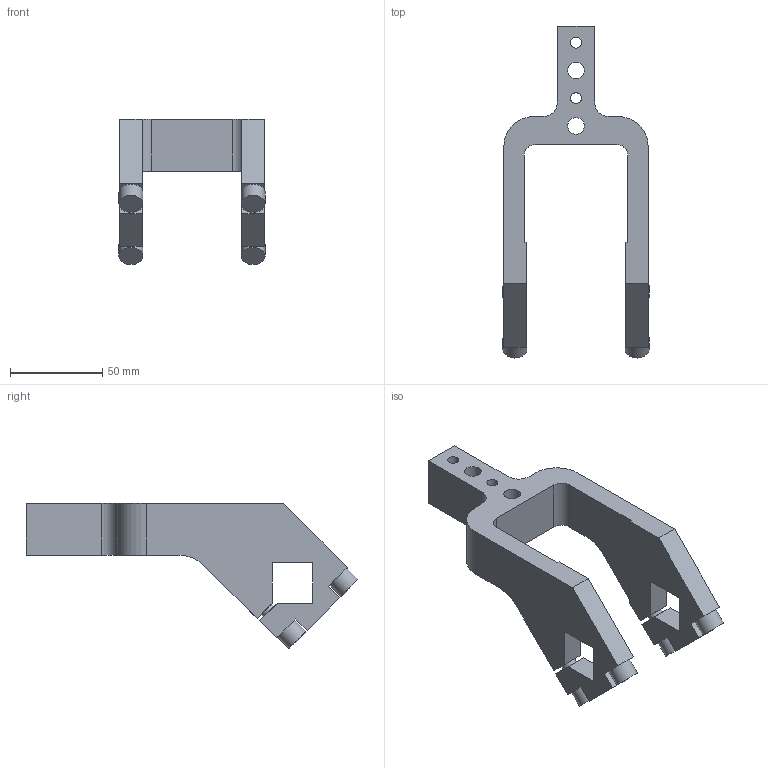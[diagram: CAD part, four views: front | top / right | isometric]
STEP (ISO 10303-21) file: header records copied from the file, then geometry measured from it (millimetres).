
FILE_DESCRIPTION(/* description */ (''),/* implementation_level */ '2;1');
FILE_NAME(/* name */ 'B2201.stp',/* time_stamp */ '2019-03-05T09:25:14+01:00',/* author */ ('donadda1'),/* organization */ ('Pneumax S.p.A.'),/* preprocessor_version */ 'ST-DEVELOPER v17',/* originating_system */ 'Autodesk Inventor 2019',/* authorisation */ '');
FILE_SCHEMA (('AUTOMOTIVE_DESIGN { 1 0 10303 214 3 1 1 }'));
Length unit declared in the file: millimetre
Products named in the file (1): B2201
Bounding box: 79 x 179.43 x 78.43 mm (x, y, z)
Volume: 154412.6 mm3; surface area: 40377.3 mm2
Topology: 1 solids, 1 shells, 78 faces, 212 edges, 136 vertices
Faces by surface type: plane 60, cylinder 18
Full cylindrical faces by diameter (mm): 6 x2, 8 x2, 9 x2, 13 x4
Entity records: 2503 total; most frequent: CARTESIAN_POINT 427, ORIENTED_EDGE 424, DIRECTION 422, EDGE_CURVE 212, LINE 160, VECTOR 160, VERTEX_POINT 136, AXIS2_PLACEMENT_3D 131
